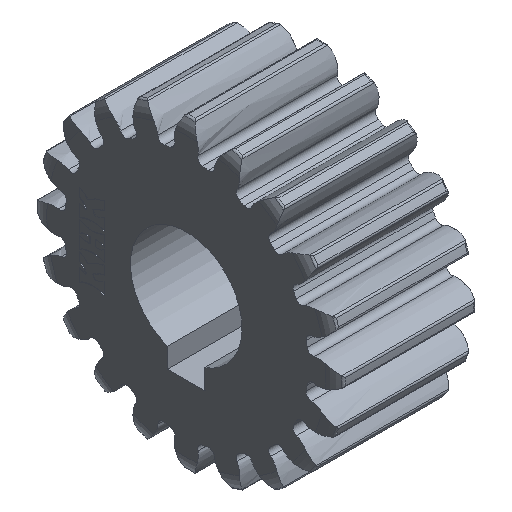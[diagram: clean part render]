
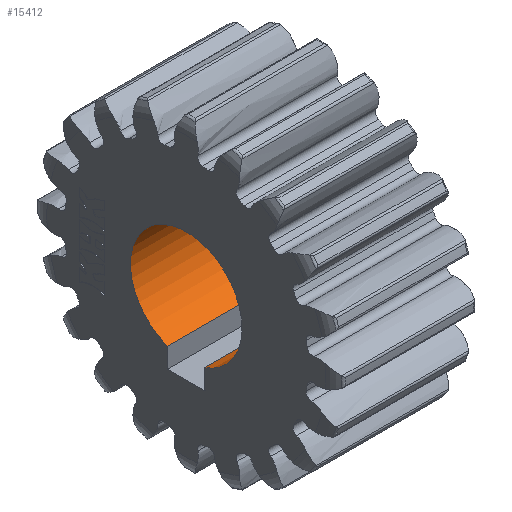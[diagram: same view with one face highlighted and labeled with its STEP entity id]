
A CAD part, isometric view. The second image highlights one B-rep face of the part: STEP entity #15412.
In plain terms, the highlighted cylindrical face has radius 6 mm (diameter 12 mm), a partial arc.
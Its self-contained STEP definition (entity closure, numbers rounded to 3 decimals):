
#8199=CARTESIAN_POINT('',(-7.5,0.,0.));
#8200=DIRECTION('',(1.,0.,0.));
#8201=DIRECTION('',(0.,0.333,-0.943));
#8202=AXIS2_PLACEMENT_3D('',#8199,#8200,#8201);
#8207=DIRECTION('',(1.,0.,0.));
#8208=VECTOR('',#8207,15.);
#8209=CARTESIAN_POINT('',(-7.5,-2.,-5.657));
#8210=LINE('',#8209,#8208);
#8214=CARTESIAN_POINT('',(7.5,0.,0.));
#8215=DIRECTION('',(-1.,0.,0.));
#8216=DIRECTION('',(0.,-0.333,-0.943));
#8217=AXIS2_PLACEMENT_3D('',#8214,#8215,#8216);
#8222=DIRECTION('',(1.,0.,0.));
#8223=VECTOR('',#8222,15.);
#8224=CARTESIAN_POINT('',(-7.5,2.,-5.657));
#8225=LINE('',#8224,#8223);
#9353=CARTESIAN_POINT('',(-7.5,-2.,-5.657));
#9355=VERTEX_POINT('',#9353);
#9359=CARTESIAN_POINT('',(-7.5,2.,-5.657));
#9360=VERTEX_POINT('',#9359);
#9361=CARTESIAN_POINT('',(7.5,2.,-5.657));
#9362=VERTEX_POINT('',#9361);
#9363=CARTESIAN_POINT('',(7.5,-2.,-5.657));
#9364=VERTEX_POINT('',#9363);
#15401=CARTESIAN_POINT('',(9.,0.,0.));
#15402=DIRECTION('',(1.,0.,0.));
#15403=DIRECTION('',(0.,0.,-1.));
#15404=AXIS2_PLACEMENT_3D('',#15401,#15402,#15403);
#15405=CYLINDRICAL_SURFACE('',#15404,6.);
#15406=ORIENTED_EDGE('',*,*,#10730,.T.);
#15407=ORIENTED_EDGE('',*,*,#15370,.T.);
#15408=ORIENTED_EDGE('',*,*,#11111,.T.);
#15409=ORIENTED_EDGE('',*,*,#15394,.F.);
#15410=EDGE_LOOP('',(#15406,#15407,#15408,#15409));
#15411=FACE_OUTER_BOUND('',#15410,.F.);
#8203=CIRCLE('',#8202,6.);
#8218=CIRCLE('',#8217,6.);
#10730=EDGE_CURVE('',#9360,#9355,#8203,.T.);
#11111=EDGE_CURVE('',#9364,#9362,#8218,.T.);
#15370=EDGE_CURVE('',#9355,#9364,#8210,.T.);
#15394=EDGE_CURVE('',#9360,#9362,#8225,.T.);
#15412=ADVANCED_FACE('',(#15411),#15405,.F.);
